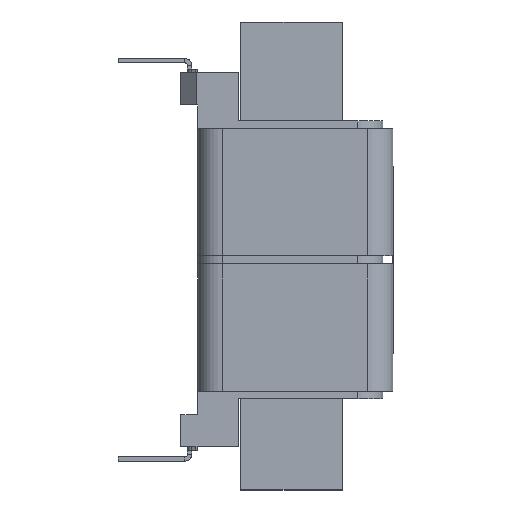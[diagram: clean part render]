
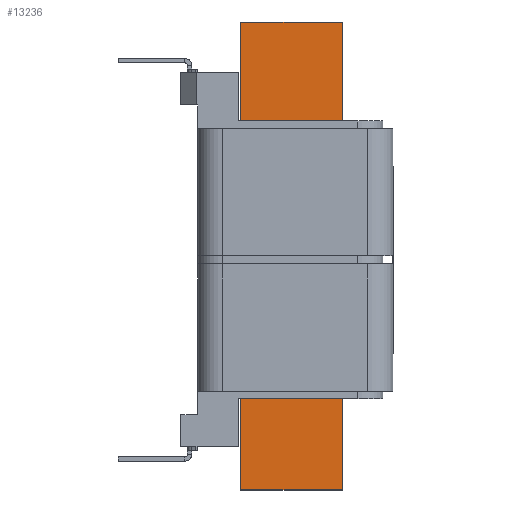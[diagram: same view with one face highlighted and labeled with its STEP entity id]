
A CAD part, left-side view. The second image highlights one B-rep face of the part: STEP entity #13236.
In plain terms, the highlighted planar face has unit normal (-1, 0, 0).
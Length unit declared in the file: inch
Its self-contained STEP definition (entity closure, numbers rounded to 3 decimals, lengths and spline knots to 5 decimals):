
#1116 = EDGE_CURVE ( 'NONE', #45407, #10013, #19496, .T. ) ;
#2359 = ORIENTED_EDGE ( 'NONE', *, *, #26060, .T. ) ;
#2868 = LINE ( 'NONE', #28505, #44927 ) ;
#3151 = ORIENTED_EDGE ( 'NONE', *, *, #1116, .T. ) ;
#7054 = CARTESIAN_POINT ( 'NONE',  ( -0.12593, 0.60729, 0.35157 ) ) ;
#7154 = DIRECTION ( 'NONE',  ( 0., 1., 0. ) ) ;
#7358 = LINE ( 'NONE', #13419, #41488 ) ;
#9323 = ORIENTED_EDGE ( 'NONE', *, *, #29118, .F. ) ;
#9377 = EDGE_CURVE ( 'NONE', #37180, #30788, #2868, .T. ) ;
#10013 = VERTEX_POINT ( 'NONE', #10601 ) ;
#10601 = CARTESIAN_POINT ( 'NONE',  ( -0.12593, 0.19929, 2.22657 ) ) ;
#13236 = ADVANCED_FACE ( 'NONE', ( #40827 ), #39579, .T. ) ;
#13419 = CARTESIAN_POINT ( 'NONE',  ( -0.12593, -1.98732, 0.35157 ) ) ;
#16091 = AXIS2_PLACEMENT_3D ( 'NONE', #43220, #46920, #7154 ) ;
#17660 = CARTESIAN_POINT ( 'NONE',  ( -0.12593, -1.98732, 2.22657 ) ) ;
#19496 = LINE ( 'NONE', #42636, #44569 ) ;
#21984 = CARTESIAN_POINT ( 'NONE',  ( -0.12593, 0.19929, 0.35157 ) ) ;
#24470 = VECTOR ( 'NONE', #24693, 39.37008 ) ;
#24693 = DIRECTION ( 'NONE',  ( 0., 1., 0. ) ) ;
#25606 = LINE ( 'NONE', #17660, #24470 ) ;
#26060 = EDGE_CURVE ( 'NONE', #10013, #30788, #25606, .T. ) ;
#27288 = DIRECTION ( 'NONE',  ( 0., 1., 0. ) ) ;
#28347 = ORIENTED_EDGE ( 'NONE', *, *, #9377, .F. ) ;
#28505 = CARTESIAN_POINT ( 'NONE',  ( -0.12593, 0.60729, 0.35157 ) ) ;
#29118 = EDGE_CURVE ( 'NONE', #45407, #37180, #7358, .T. ) ;
#30788 = VERTEX_POINT ( 'NONE', #31286 ) ;
#31286 = CARTESIAN_POINT ( 'NONE',  ( -0.12593, 0.60729, 2.22657 ) ) ;
#35983 = EDGE_LOOP ( 'NONE', ( #9323, #3151, #2359, #28347 ) ) ;
#37180 = VERTEX_POINT ( 'NONE', #7054 ) ;
#39155 = DIRECTION ( 'NONE',  ( 0., 0., 1. ) ) ;
#39579 = PLANE ( 'NONE',  #16091 ) ;
#40440 = DIRECTION ( 'NONE',  ( 0., 0., 1. ) ) ;
#40827 = FACE_OUTER_BOUND ( 'NONE', #35983, .T. ) ;
#41488 = VECTOR ( 'NONE', #27288, 39.37008 ) ;
#42636 = CARTESIAN_POINT ( 'NONE',  ( -0.12593, 0.19929, 0.35157 ) ) ;
#43220 = CARTESIAN_POINT ( 'NONE',  ( -0.12593, -1.98732, 0.35157 ) ) ;
#44569 = VECTOR ( 'NONE', #39155, 39.37008 ) ;
#44927 = VECTOR ( 'NONE', #40440, 39.37008 ) ;
#45407 = VERTEX_POINT ( 'NONE', #21984 ) ;
#46920 = DIRECTION ( 'NONE',  ( -1., 0., 0. ) ) ;
